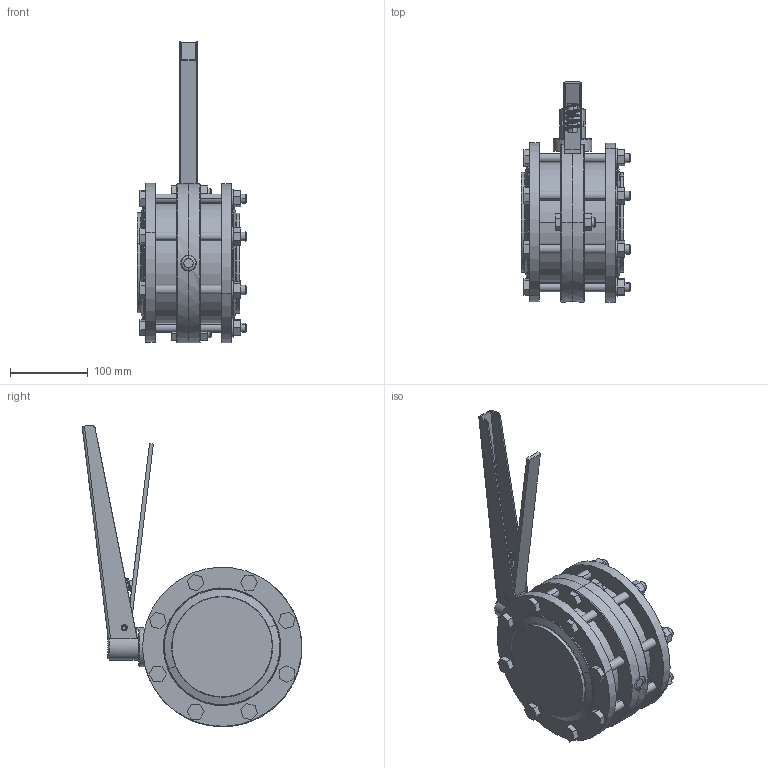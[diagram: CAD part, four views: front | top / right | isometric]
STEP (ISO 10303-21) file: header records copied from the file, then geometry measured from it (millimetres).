
FILE_DESCRIPTION(('OneSpaceDesigner STEP Export'),'2;1');
FILE_NAME('sd031861.stp','2006-09-13T 1:26:26',(''),(''),'OneSpace Designer STEP processor for AP214 (Solid Model)','OneSpace Designer 13.20B 05-Dec-2005 (C) CoCreate Software GmbH','');
FILE_SCHEMA(('AUTOMOTIVE_DESIGN { 1 0 10303 214 1 1 1 1 }'));
Length unit declared in the file: millimetre
Products named in the file (2): 4310.125.130-041_1; Zwischenflansch_-
Assembly tree (1 placements, depth 2):
  Zwischenflansch_-
    4310.125.130-041_1
Bounding box: 141 x 283.17 x 388.54 mm (x, y, z)
Volume: 3433399.9 mm3; surface area: 321347.1 mm2
Topology: 1 solids, 1 shells, 415 faces, 1026 edges, 662 vertices
Faces by surface type: plane 209, cylinder 144, cone 36, torus 24, bspline 2
Entity records: 20327 total; most frequent: CARTESIAN_POINT 7963, ORIENTED_EDGE 2052, DIRECTION 1566, EDGE_CURVE 1026, VERTEX_POINT 662, VECTOR 616, LINE 616, EDGE_LOOP 508
